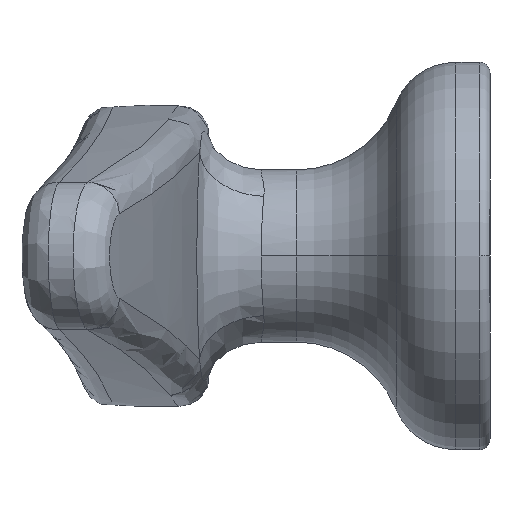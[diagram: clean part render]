
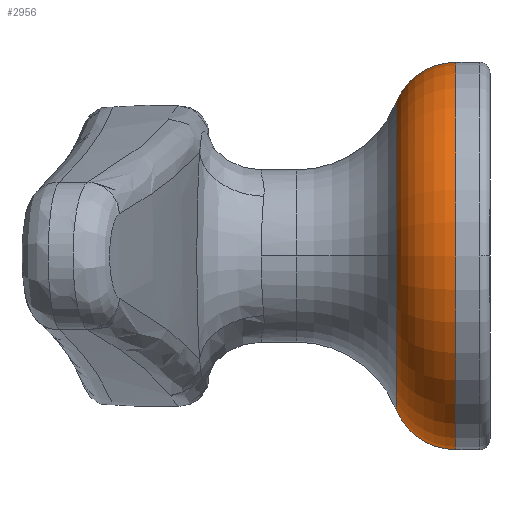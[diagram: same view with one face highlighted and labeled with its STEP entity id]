
A CAD part, left-side view. The second image highlights one B-rep face of the part: STEP entity #2956.
In plain terms, the highlighted toroidal (fillet/blend) face has major radius 19.05 mm and minor radius 9.525 mm.
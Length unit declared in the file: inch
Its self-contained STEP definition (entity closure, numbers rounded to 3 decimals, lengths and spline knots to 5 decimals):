
#2523 = CIRCLE ( 'NONE', #2789, 0.89063 ) ;
#2526 = TOROIDAL_SURFACE ( 'NONE', #2873, 0.75, 0.375 ) ;
#2536 = CIRCLE ( 'NONE', #2828, 0.89063 ) ;
#2582 = FACE_OUTER_BOUND ( 'NONE', #13006, .T. ) ;
#2616 = CIRCLE ( 'NONE', #2893, 0.375 ) ;
#2651 = CIRCLE ( 'NONE', #2896, 0.375 ) ;
#2667 = CIRCLE ( 'NONE', #2795, 1.125 ) ;
#2745 = EDGE_CURVE ( 'NONE', #16703, #16658, #2523, .T. ) ;
#2789 = AXIS2_PLACEMENT_3D ( 'NONE', #16809, #16612, #17126 ) ;
#2795 = AXIS2_PLACEMENT_3D ( 'NONE', #3683, #3696, #3697 ) ;
#2828 = AXIS2_PLACEMENT_3D ( 'NONE', #3491, #3510, #3511 ) ;
#2873 = AXIS2_PLACEMENT_3D ( 'NONE', #18978, #18900, #18980 ) ;
#2893 = AXIS2_PLACEMENT_3D ( 'NONE', #4252, #4254, #4255 ) ;
#2896 = AXIS2_PLACEMENT_3D ( 'NONE', #4256, #4257, #4258 ) ;
#2956 = ADVANCED_FACE ( 'NONE', ( #2582 ), #2526, .T. ) ;
#3491 = CARTESIAN_POINT ( 'NONE',  ( -1.25, 0.54561, 0. ) ) ;
#3510 = DIRECTION ( 'NONE',  ( 0., 1., 0. ) ) ;
#3511 = DIRECTION ( 'NONE',  ( -1., 0., 0. ) ) ;
#3683 = CARTESIAN_POINT ( 'NONE',  ( -1.25, 0.19798, 0. ) ) ;
#3696 = DIRECTION ( 'NONE',  ( 0., -1., 0. ) ) ;
#3697 = DIRECTION ( 'NONE',  ( 1., 0., 0. ) ) ;
#4252 = CARTESIAN_POINT ( 'NONE',  ( -1.25, 0.19798, 0.75 ) ) ;
#4254 = DIRECTION ( 'NONE',  ( 1., 0., 0. ) ) ;
#4255 = DIRECTION ( 'NONE',  ( 0., 0., -1. ) ) ;
#4256 = CARTESIAN_POINT ( 'NONE',  ( -1.25, 0.19798, -0.75 ) ) ;
#4257 = DIRECTION ( 'NONE',  ( 1., 0., 0. ) ) ;
#4258 = DIRECTION ( 'NONE',  ( 0., 0., -1. ) ) ;
#4334 = CARTESIAN_POINT ( 'NONE',  ( -1.25, 0.54561, 0.89063 ) ) ;
#4357 = CARTESIAN_POINT ( 'NONE',  ( -1.25, 0.54561, -0.89063 ) ) ;
#4358 = CARTESIAN_POINT ( 'NONE',  ( -2.14063, 0.54561, 0. ) ) ;
#4392 = CARTESIAN_POINT ( 'NONE',  ( -1.25, 0.19798, -1.125 ) ) ;
#4394 = CARTESIAN_POINT ( 'NONE',  ( -1.25, 0.19798, 1.125 ) ) ;
#7814 = EDGE_CURVE ( 'NONE', #16697, #16703, #2536, .T. ) ;
#7826 = EDGE_CURVE ( 'NONE', #16749, #16747, #2667, .T. ) ;
#7868 = EDGE_CURVE ( 'NONE', #16658, #16749, #2616, .T. ) ;
#7869 = EDGE_CURVE ( 'NONE', #16747, #16697, #2651, .T. ) ;
#12778 = ORIENTED_EDGE ( 'NONE', *, *, #7814, .F. ) ;
#12812 = ORIENTED_EDGE ( 'NONE', *, *, #7868, .F. ) ;
#12841 = ORIENTED_EDGE ( 'NONE', *, *, #2745, .F. ) ;
#12865 = ORIENTED_EDGE ( 'NONE', *, *, #7826, .F. ) ;
#12903 = ORIENTED_EDGE ( 'NONE', *, *, #7869, .F. ) ;
#13006 = EDGE_LOOP ( 'NONE', ( #12903, #12865, #12812, #12841, #12778 ) ) ;
#16612 = DIRECTION ( 'NONE',  ( 0., 1., 0. ) ) ;
#16658 = VERTEX_POINT ( 'NONE', #4334 ) ;
#16697 = VERTEX_POINT ( 'NONE', #4357 ) ;
#16703 = VERTEX_POINT ( 'NONE', #4358 ) ;
#16747 = VERTEX_POINT ( 'NONE', #4392 ) ;
#16749 = VERTEX_POINT ( 'NONE', #4394 ) ;
#16809 = CARTESIAN_POINT ( 'NONE',  ( -1.25, 0.54561, 0. ) ) ;
#17126 = DIRECTION ( 'NONE',  ( -1., 0., 0. ) ) ;
#18900 = DIRECTION ( 'NONE',  ( 0., -1., 0. ) ) ;
#18978 = CARTESIAN_POINT ( 'NONE',  ( -1.25, 0.19798, 0. ) ) ;
#18980 = DIRECTION ( 'NONE',  ( 1., 0., 0. ) ) ;
